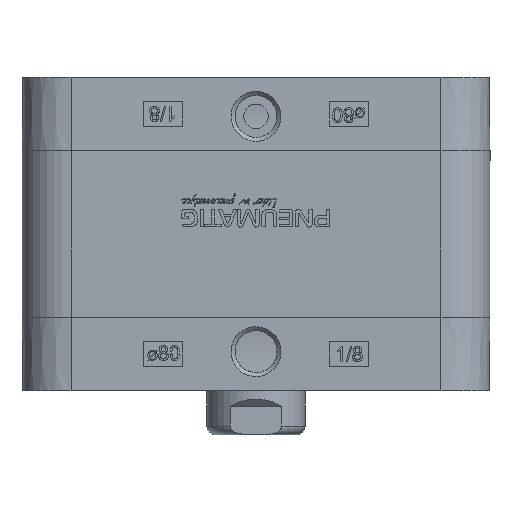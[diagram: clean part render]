
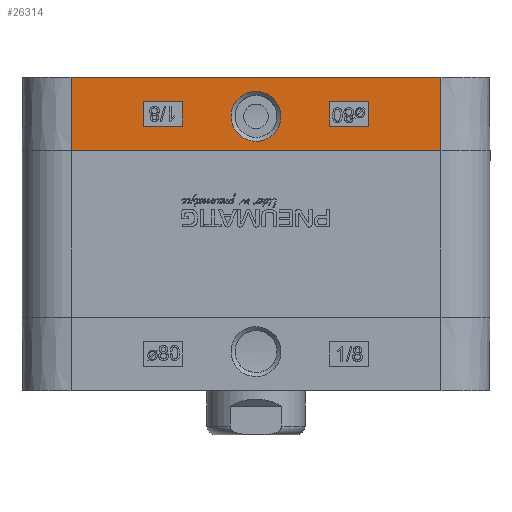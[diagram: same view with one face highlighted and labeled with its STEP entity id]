
A CAD part, left-side view. The second image highlights one B-rep face of the part: STEP entity #26314.
In plain terms, the highlighted planar face has unit normal (-1, 0, 0.009).
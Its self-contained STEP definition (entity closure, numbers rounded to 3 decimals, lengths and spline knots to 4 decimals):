
#894=LINE($,#33711,#2933);
#937=LINE($,#33902,#2976);
#1150=LINE($,#35497,#3189);
#1152=LINE($,#35501,#3191);
#1154=LINE($,#35505,#3193);
#1156=LINE($,#35508,#3195);
#1158=LINE($,#35514,#3197);
#1160=LINE($,#35518,#3199);
#1162=LINE($,#35522,#3201);
#1164=LINE($,#35525,#3203);
#1166=LINE($,#35613,#3205);
#1167=LINE($,#35614,#3206);
#2933=VECTOR($,#29106,7.55);
#2976=VECTOR($,#29225,7.55);
#3189=VECTOR($,#29724,0.5);
#3191=VECTOR($,#29728,0.8);
#3193=VECTOR($,#29732,0.5);
#3195=VECTOR($,#29736,0.8);
#3197=VECTOR($,#29742,0.5);
#3199=VECTOR($,#29746,0.8);
#3201=VECTOR($,#29750,0.5);
#3203=VECTOR($,#29754,0.8);
#3205=VECTOR($,#29760,1.5001);
#3206=VECTOR($,#29761,1.5001);
#5072=PLANE($,#27949);
#5544=FACE_BOUND($,#7860,.T.);
#5545=FACE_BOUND($,#7861,.T.);
#5546=FACE_BOUND($,#7862,.T.);
#6278=FACE_OUTER_BOUND($,#7859,.T.);
#7859=EDGE_LOOP($,(#18695,#18696,#18697,#18698));
#7860=EDGE_LOOP($,(#18699,#18700,#18701,#18702));
#7861=EDGE_LOOP($,(#18703,#18704,#18705,#18706));
#7862=EDGE_LOOP($,(#18707));
#9526=B_SPLINE_CURVE_WITH_KNOTS($,3,(#35569,#35570,#35571,#35572,#35573,
#35574,#35575,#35576,#35577,#35578,#35579,#35580,#35581,#35582,#35583,#35584,
#35585,#35586,#35587,#35588,#35589,#35590,#35591,#35592,#35593,#35594,#35595,
#35596,#35597,#35598,#35599,#35600,#35601,#35602,#35603,#35604,#35605,#35606,
#35607,#35608,#35609,#35610,#35611),.UNSPECIFIED.,.T.,.F.,(4,3,3,3,3,3,
3,3,3,3,3,3,3,3,4),(0.,0.2286,0.4398,0.8182,
1.2204,1.4139,1.6555,1.8821,2.1004,
2.4917,2.8318,3.059,3.2932,3.5136,
3.7418),.UNSPECIFIED.);
#11053=VERTEX_POINT($,#33708);
#11054=VERTEX_POINT($,#33710);
#11129=VERTEX_POINT($,#33899);
#11130=VERTEX_POINT($,#33901);
#11428=VERTEX_POINT($,#35494);
#11429=VERTEX_POINT($,#35496);
#11430=VERTEX_POINT($,#35500);
#11431=VERTEX_POINT($,#35504);
#11432=VERTEX_POINT($,#35511);
#11433=VERTEX_POINT($,#35513);
#11434=VERTEX_POINT($,#35517);
#11435=VERTEX_POINT($,#35521);
#11436=VERTEX_POINT($,#35567);
#13788=EDGE_CURVE($,#11054,#11053,#894,.T.);
#13864=EDGE_CURVE($,#11130,#11129,#937,.T.);
#14265=EDGE_CURVE($,#11429,#11428,#1150,.T.);
#14267=EDGE_CURVE($,#11430,#11429,#1152,.T.);
#14269=EDGE_CURVE($,#11431,#11430,#1154,.T.);
#14271=EDGE_CURVE($,#11428,#11431,#1156,.T.);
#14273=EDGE_CURVE($,#11433,#11432,#1158,.T.);
#14275=EDGE_CURVE($,#11434,#11433,#1160,.T.);
#14277=EDGE_CURVE($,#11435,#11434,#1162,.T.);
#14279=EDGE_CURVE($,#11432,#11435,#1164,.T.);
#14281=EDGE_CURVE($,#11436,#11436,#9526,.T.);
#14282=EDGE_CURVE($,#11130,#11053,#1166,.T.);
#14283=EDGE_CURVE($,#11129,#11054,#1167,.T.);
#18695=ORIENTED_EDGE($,*,*,#13788,.T.);
#18696=ORIENTED_EDGE($,*,*,#14282,.F.);
#18697=ORIENTED_EDGE($,*,*,#13864,.T.);
#18698=ORIENTED_EDGE($,*,*,#14283,.T.);
#18699=ORIENTED_EDGE($,*,*,#14265,.T.);
#18700=ORIENTED_EDGE($,*,*,#14271,.T.);
#18701=ORIENTED_EDGE($,*,*,#14269,.T.);
#18702=ORIENTED_EDGE($,*,*,#14267,.T.);
#18703=ORIENTED_EDGE($,*,*,#14273,.T.);
#18704=ORIENTED_EDGE($,*,*,#14279,.T.);
#18705=ORIENTED_EDGE($,*,*,#14277,.T.);
#18706=ORIENTED_EDGE($,*,*,#14275,.T.);
#18707=ORIENTED_EDGE($,*,*,#14281,.F.);
#26314=ADVANCED_FACE($,(#6278,#5544,#5545,#5546),#5072,.T.);
#27949=AXIS2_PLACEMENT_3D($,#35612,#29758,#29759);
#29106=DIRECTION($,(0.,1.,0.));
#29225=DIRECTION($,(0.,-1.,0.));
#29724=DIRECTION($,(-0.009,0.,-1.));
#29728=DIRECTION($,(0.,-1.,0.));
#29732=DIRECTION($,(0.009,0.,1.));
#29736=DIRECTION($,(0.,1.,0.));
#29742=DIRECTION($,(-0.009,0.,-1.));
#29746=DIRECTION($,(0.,-1.,0.));
#29750=DIRECTION($,(0.009,0.,1.));
#29754=DIRECTION($,(0.,1.,0.));
#29758=DIRECTION('center_axis',(-1.,0.,0.009));
#29759=DIRECTION('ref_axis',(0.009,0.,
1.));
#29760=DIRECTION($,(0.009,0.,1.));
#29761=DIRECTION($,(0.009,0.,1.));
#33708=CARTESIAN_POINT('',(-4.7619,3.775,1.7));
#33710=CARTESIAN_POINT('',(-4.7619,-3.775,1.7));
#33711=CARTESIAN_POINT($,(-4.7619,-3.775,1.7));
#33899=CARTESIAN_POINT('',(-4.775,-3.775,0.2));
#33901=CARTESIAN_POINT('',(-4.775,3.775,0.2));
#33902=CARTESIAN_POINT($,(-4.775,3.775,0.2));
#35494=CARTESIAN_POINT('',(-4.7706,1.5,0.7));
#35496=CARTESIAN_POINT('',(-4.7663,1.5,1.2));
#35497=CARTESIAN_POINT($,(-4.7663,1.5,1.2));
#35500=CARTESIAN_POINT('',(-4.7663,2.3,1.2));
#35501=CARTESIAN_POINT($,(-4.7663,2.3,1.2));
#35504=CARTESIAN_POINT('',(-4.7706,2.3,0.7));
#35505=CARTESIAN_POINT($,(-4.7706,2.3,0.7));
#35508=CARTESIAN_POINT($,(-4.7706,1.5,0.7));
#35511=CARTESIAN_POINT('',(-4.7706,-2.3,0.7));
#35513=CARTESIAN_POINT('',(-4.7663,-2.3,1.2));
#35514=CARTESIAN_POINT($,(-4.7663,-2.3,1.2));
#35517=CARTESIAN_POINT('',(-4.7663,-1.5,1.2));
#35518=CARTESIAN_POINT($,(-4.7663,-1.5,1.2));
#35521=CARTESIAN_POINT('',(-4.7706,-1.5,0.7));
#35522=CARTESIAN_POINT($,(-4.7706,-1.5,0.7));
#35525=CARTESIAN_POINT($,(-4.7706,-2.3,0.7));
#35567=CARTESIAN_POINT('',(-4.7733,-0.0001,0.3914));
#35569=CARTESIAN_POINT('Ctrl Pts',(-4.7644,0.0002,
1.4093));
#35570=CARTESIAN_POINT('Ctrl Pts',(-4.7644,0.0764,
1.4094));
#35571=CARTESIAN_POINT('Ctrl Pts',(-4.7646,0.1548,
1.3921));
#35572=CARTESIAN_POINT('Ctrl Pts',(-4.7649,0.2213,1.3601));
#35573=CARTESIAN_POINT('Ctrl Pts',(-4.7651,0.2828,
1.3305));
#35574=CARTESIAN_POINT('Ctrl Pts',(-4.7655,0.3284,
1.2933));
#35575=CARTESIAN_POINT('Ctrl Pts',(-4.7658,0.3645,
1.2559));
#35576=CARTESIAN_POINT('Ctrl Pts',(-4.7664,0.4293,1.1887));
#35577=CARTESIAN_POINT('Ctrl Pts',(-4.7671,0.4766,1.1034));
#35578=CARTESIAN_POINT('Ctrl Pts',(-4.7679,0.4969,
1.014));
#35579=CARTESIAN_POINT('Ctrl Pts',(-4.7687,0.5185,
0.919));
#35580=CARTESIAN_POINT('Ctrl Pts',(-4.7696,0.5107,
0.8155));
#35581=CARTESIAN_POINT('Ctrl Pts',(-4.7704,0.4763,
0.7224));
#35582=CARTESIAN_POINT('Ctrl Pts',(-4.7708,0.4597,
0.6777));
#35583=CARTESIAN_POINT('Ctrl Pts',(-4.7712,0.4355,
0.6299));
#35584=CARTESIAN_POINT('Ctrl Pts',(-4.7717,0.3981,
0.5831));
#35585=CARTESIAN_POINT('Ctrl Pts',(-4.7722,0.3515,
0.5247));
#35586=CARTESIAN_POINT('Ctrl Pts',(-4.7726,0.2858,
0.4732));
#35587=CARTESIAN_POINT('Ctrl Pts',(-4.7729,0.2144,
0.4399));
#35588=CARTESIAN_POINT('Ctrl Pts',(-4.7732,0.1474,
0.4087));
#35589=CARTESIAN_POINT('Ctrl Pts',(-4.7733,0.072,
0.3914));
#35590=CARTESIAN_POINT('Ctrl Pts',(-4.7733,-0.0001,
0.3914));
#35591=CARTESIAN_POINT('Ctrl Pts',(-4.7733,-0.0695,
0.3914));
#35592=CARTESIAN_POINT('Ctrl Pts',(-4.7732,-0.1274,
0.4057));
#35593=CARTESIAN_POINT('Ctrl Pts',(-4.773,-0.1756,
0.4236));
#35594=CARTESIAN_POINT('Ctrl Pts',(-4.7728,-0.2618,
0.4557));
#35595=CARTESIAN_POINT('Ctrl Pts',(-4.7723,-0.3393,
0.5091));
#35596=CARTESIAN_POINT('Ctrl Pts',(-4.7717,-0.3985,
0.5832));
#35597=CARTESIAN_POINT('Ctrl Pts',(-4.7711,-0.4499,
0.6476));
#35598=CARTESIAN_POINT('Ctrl Pts',(-4.7703,-0.4887,
0.7338));
#35599=CARTESIAN_POINT('Ctrl Pts',(-4.7696,-0.5029,
0.8225));
#35600=CARTESIAN_POINT('Ctrl Pts',(-4.769,-0.5123,
0.8818));
#35601=CARTESIAN_POINT('Ctrl Pts',(-4.7685,-0.5133,
0.9439));
#35602=CARTESIAN_POINT('Ctrl Pts',(-4.7679,-0.4972,
1.0141));
#35603=CARTESIAN_POINT('Ctrl Pts',(-4.7673,-0.4807,
1.0864));
#35604=CARTESIAN_POINT('Ctrl Pts',(-4.7666,-0.4438,
1.1615));
#35605=CARTESIAN_POINT('Ctrl Pts',(-4.7661,-0.3938,
1.2224));
#35606=CARTESIAN_POINT('Ctrl Pts',(-4.7656,-0.3469,
1.2797));
#35607=CARTESIAN_POINT('Ctrl Pts',(-4.7652,-0.2877,
1.3274));
#35608=CARTESIAN_POINT('Ctrl Pts',(-4.7649,-0.2209,
1.3595));
#35609=CARTESIAN_POINT('Ctrl Pts',(-4.7646,-0.1519,
1.3928));
#35610=CARTESIAN_POINT('Ctrl Pts',(-4.7644,-0.0758,
1.4091));
#35611=CARTESIAN_POINT('Ctrl Pts',(-4.7644,0.0002,
1.4093));
#35612=CARTESIAN_POINT('Origin',(-4.775,0.,0.2));
#35613=CARTESIAN_POINT($,(-4.775,3.775,0.2));
#35614=CARTESIAN_POINT($,(-4.775,-3.775,0.2));
